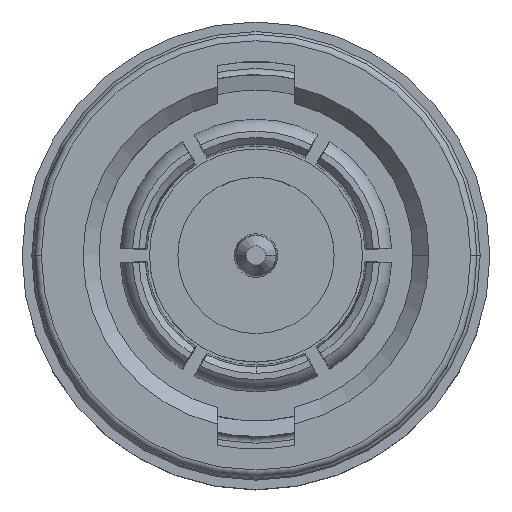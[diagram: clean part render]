
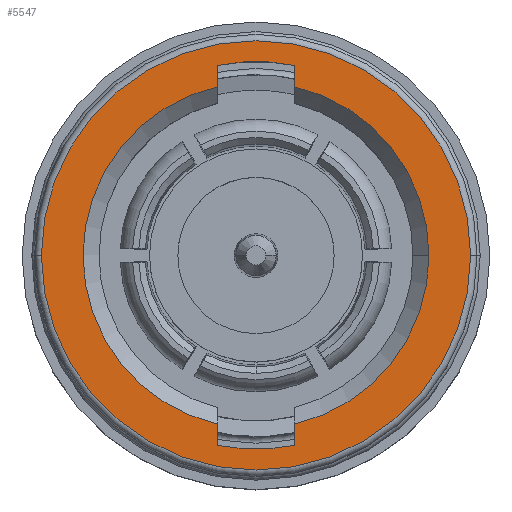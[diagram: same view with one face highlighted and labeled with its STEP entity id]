
A CAD part, top view. The second image highlights one B-rep face of the part: STEP entity #5547.
In plain terms, the highlighted planar face has unit normal (0, 0, 1).
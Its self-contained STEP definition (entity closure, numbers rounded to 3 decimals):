
#370 = DIRECTION ( 'NONE',  ( 0., 1., 0. ) ) ;
#383 = CARTESIAN_POINT ( 'NONE',  ( 1.2, -5.265, 0.849 ) ) ;
#524 = EDGE_CURVE ( 'NONE', #2177, #9316, #12863, .T. ) ;
#533 = EDGE_LOOP ( 'NONE', ( #10540, #4601 ) ) ;
#933 = EDGE_CURVE ( 'NONE', #9562, #9554, #12450, .T. ) ;
#1123 = ORIENTED_EDGE ( 'NONE', *, *, #1606, .F. ) ;
#1302 = EDGE_CURVE ( 'NONE', #2115, #6748, #5824, .T. ) ;
#1606 = EDGE_CURVE ( 'NONE', #6748, #2177, #16658, .T. ) ;
#1615 = CARTESIAN_POINT ( 'NONE',  ( 1.2, -5.93, 0.849 ) ) ;
#1709 = EDGE_CURVE ( 'NONE', #9554, #13121, #13397, .T. ) ;
#1948 = EDGE_CURVE ( 'NONE', #8721, #9498, #4190, .T. ) ;
#2041 = EDGE_CURVE ( 'NONE', #12423, #9562, #14402, .T. ) ;
#2115 = VERTEX_POINT ( 'NONE', #3194 ) ;
#2177 = VERTEX_POINT ( 'NONE', #16082 ) ;
#2261 = EDGE_CURVE ( 'NONE', #9316, #12423, #6206, .T. ) ;
#2439 = CARTESIAN_POINT ( 'NONE',  ( -1.2, -5.93, 0.849 ) ) ;
#2512 = DIRECTION ( 'NONE',  ( 0., 0., 1. ) ) ;
#2655 = VECTOR ( 'NONE', #370, 1000. ) ;
#3194 = CARTESIAN_POINT ( 'NONE',  ( 1.2, 5.93, 0.849 ) ) ;
#3415 = LINE ( 'NONE', #15047, #10229 ) ;
#3581 = CARTESIAN_POINT ( 'NONE',  ( 0., 0., 0.849 ) ) ;
#3652 = DIRECTION ( 'NONE',  ( 0., 0., 1. ) ) ;
#3950 = CARTESIAN_POINT ( 'NONE',  ( 0., 0., 0.849 ) ) ;
#4114 = EDGE_CURVE ( 'NONE', #7932, #2115, #3415, .T. ) ;
#4190 = CIRCLE ( 'NONE', #13245, 6.7 ) ;
#4322 = AXIS2_PLACEMENT_3D ( 'NONE', #3950, #12905, #13116 ) ;
#4601 = ORIENTED_EDGE ( 'NONE', *, *, #8481, .T. ) ;
#4857 = DIRECTION ( 'NONE',  ( -1., 0., 0. ) ) ;
#5152 = FACE_OUTER_BOUND ( 'NONE', #533, .T. ) ;
#5228 = CARTESIAN_POINT ( 'NONE',  ( 0., 0., 0.849 ) ) ;
#5547 = ADVANCED_FACE ( 'NONE', ( #5152, #11954 ), #14228, .F. ) ;
#5640 = CARTESIAN_POINT ( 'NONE',  ( -1.2, -5.265, 0.849 ) ) ;
#5727 = DIRECTION ( 'NONE',  ( 1., 0., 0. ) ) ;
#5824 = CIRCLE ( 'NONE', #14510, 6.05 ) ;
#5931 = CARTESIAN_POINT ( 'NONE',  ( 0., 0., 0.849 ) ) ;
#6206 = LINE ( 'NONE', #16305, #13009 ) ;
#6334 = CARTESIAN_POINT ( 'NONE',  ( -1.2, 5.93, 0.849 ) ) ;
#6625 = CARTESIAN_POINT ( 'NONE',  ( 0., 0., 0.849 ) ) ;
#6748 = VERTEX_POINT ( 'NONE', #6334 ) ;
#6889 = DIRECTION ( 'NONE',  ( 0., 0., 1. ) ) ;
#6947 = CARTESIAN_POINT ( 'NONE',  ( 0., 0., 0.849 ) ) ;
#6991 = ORIENTED_EDGE ( 'NONE', *, *, #2261, .F. ) ;
#7376 = DIRECTION ( 'NONE',  ( 0., 1., 0. ) ) ;
#7571 = AXIS2_PLACEMENT_3D ( 'NONE', #5931, #3652, #5727 ) ;
#7652 = EDGE_CURVE ( 'NONE', #13121, #7932, #11626, .T. ) ;
#7773 = ORIENTED_EDGE ( 'NONE', *, *, #2041, .F. ) ;
#7901 = DIRECTION ( 'NONE',  ( -1., 0., 0. ) ) ;
#7932 = VERTEX_POINT ( 'NONE', #14330 ) ;
#8230 = DIRECTION ( 'NONE',  ( 1., 0., 0. ) ) ;
#8481 = EDGE_CURVE ( 'NONE', #9498, #8721, #13437, .T. ) ;
#8546 = ORIENTED_EDGE ( 'NONE', *, *, #4114, .F. ) ;
#8721 = VERTEX_POINT ( 'NONE', #10894 ) ;
#8838 = CARTESIAN_POINT ( 'NONE',  ( -1.2, 4.751, 0.849 ) ) ;
#9316 = VERTEX_POINT ( 'NONE', #5640 ) ;
#9498 = VERTEX_POINT ( 'NONE', #10599 ) ;
#9554 = VERTEX_POINT ( 'NONE', #383 ) ;
#9562 = VERTEX_POINT ( 'NONE', #1615 ) ;
#9843 = DIRECTION ( 'NONE',  ( 0., -1., 0. ) ) ;
#9947 = DIRECTION ( 'NONE',  ( 0., -1., 0. ) ) ;
#10166 = CARTESIAN_POINT ( 'NONE',  ( 0., 0., 0.849 ) ) ;
#10229 = VECTOR ( 'NONE', #7376, 1000. ) ;
#10439 = ORIENTED_EDGE ( 'NONE', *, *, #7652, .F. ) ;
#10540 = ORIENTED_EDGE ( 'NONE', *, *, #1948, .T. ) ;
#10599 = CARTESIAN_POINT ( 'NONE',  ( 6.7, 0., 0.849 ) ) ;
#10894 = CARTESIAN_POINT ( 'NONE',  ( -6.7, 0., 0.849 ) ) ;
#11247 = AXIS2_PLACEMENT_3D ( 'NONE', #3581, #12532, #4857 ) ;
#11380 = CARTESIAN_POINT ( 'NONE',  ( 1.2, -4.751, 0.849 ) ) ;
#11484 = DIRECTION ( 'NONE',  ( 1., 0., 0. ) ) ;
#11626 = CIRCLE ( 'NONE', #13453, 5.4 ) ;
#11954 = FACE_BOUND ( 'NONE', #16006, .T. ) ;
#12423 = VERTEX_POINT ( 'NONE', #2439 ) ;
#12450 = LINE ( 'NONE', #11380, #2655 ) ;
#12532 = DIRECTION ( 'NONE',  ( 0., 0., 1. ) ) ;
#12863 = CIRCLE ( 'NONE', #4322, 5.4 ) ;
#12905 = DIRECTION ( 'NONE',  ( 0., 0., 1. ) ) ;
#13009 = VECTOR ( 'NONE', #9843, 1000. ) ;
#13116 = DIRECTION ( 'NONE',  ( 1., 0., 0. ) ) ;
#13121 = VERTEX_POINT ( 'NONE', #13852 ) ;
#13245 = AXIS2_PLACEMENT_3D ( 'NONE', #14536, #6889, #15859 ) ;
#13397 = CIRCLE ( 'NONE', #7571, 5.4 ) ;
#13437 = CIRCLE ( 'NONE', #11247, 6.7 ) ;
#13453 = AXIS2_PLACEMENT_3D ( 'NONE', #10166, #2512, #11484 ) ;
#13504 = ORIENTED_EDGE ( 'NONE', *, *, #524, .F. ) ;
#13852 = CARTESIAN_POINT ( 'NONE',  ( 5.4, 0., 0.849 ) ) ;
#14103 = AXIS2_PLACEMENT_3D ( 'NONE', #6947, #15909, #8230 ) ;
#14228 = PLANE ( 'NONE',  #16447 ) ;
#14330 = CARTESIAN_POINT ( 'NONE',  ( 1.2, 5.265, 0.849 ) ) ;
#14372 = DIRECTION ( 'NONE',  ( 0., 0., 1. ) ) ;
#14402 = CIRCLE ( 'NONE', #14103, 6.05 ) ;
#14510 = AXIS2_PLACEMENT_3D ( 'NONE', #5228, #14372, #15300 ) ;
#14536 = CARTESIAN_POINT ( 'NONE',  ( 0., 0., 0.849 ) ) ;
#14804 = VECTOR ( 'NONE', #9947, 1000. ) ;
#15047 = CARTESIAN_POINT ( 'NONE',  ( 1.2, 4.751, 0.849 ) ) ;
#15255 = ORIENTED_EDGE ( 'NONE', *, *, #1302, .F. ) ;
#15300 = DIRECTION ( 'NONE',  ( -1., 0., 0. ) ) ;
#15571 = DIRECTION ( 'NONE',  ( 0., 0., -1. ) ) ;
#15647 = ORIENTED_EDGE ( 'NONE', *, *, #933, .F. ) ;
#15859 = DIRECTION ( 'NONE',  ( -1., 0., 0. ) ) ;
#15909 = DIRECTION ( 'NONE',  ( 0., 0., 1. ) ) ;
#16006 = EDGE_LOOP ( 'NONE', ( #15255, #8546, #10439, #16143, #15647, #7773, #6991, #13504, #1123 ) ) ;
#16082 = CARTESIAN_POINT ( 'NONE',  ( -1.2, 5.265, 0.849 ) ) ;
#16143 = ORIENTED_EDGE ( 'NONE', *, *, #1709, .F. ) ;
#16305 = CARTESIAN_POINT ( 'NONE',  ( -1.2, -4.751, 0.849 ) ) ;
#16447 = AXIS2_PLACEMENT_3D ( 'NONE', #6625, #15571, #7901 ) ;
#16658 = LINE ( 'NONE', #8838, #14804 ) ;
